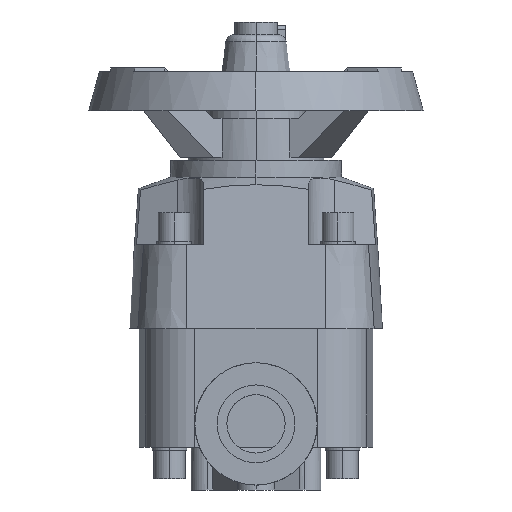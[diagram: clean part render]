
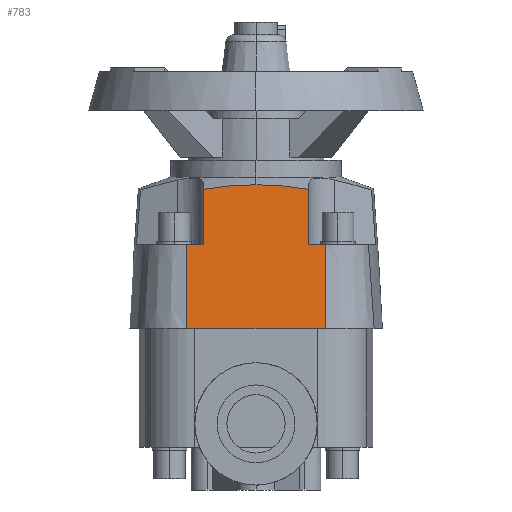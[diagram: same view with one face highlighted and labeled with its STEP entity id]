
A CAD part, left-side view. The second image highlights one B-rep face of the part: STEP entity #783.
In plain terms, the highlighted planar face has unit normal (-0.998, 0, 0.07).
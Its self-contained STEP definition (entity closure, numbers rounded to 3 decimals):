
#783=ADVANCED_FACE('',(#1611),#1612,.T.);
#1611=FACE_OUTER_BOUND('',#2455,.T.);
#1612=PLANE('',#2456);
#2455=EDGE_LOOP('',(#4738,#4739,#4740,#4741,#4742,#4743,#4744,#4745,#4746));
#2456=AXIS2_PLACEMENT_3D('',#4747,#4748,#4749);
#4738=ORIENTED_EDGE('',*,*,#5833,.T.);
#4739=ORIENTED_EDGE('',*,*,#4996,.T.);
#4740=ORIENTED_EDGE('',*,*,#5831,.T.);
#4741=ORIENTED_EDGE('',*,*,#5859,.T.);
#4742=ORIENTED_EDGE('',*,*,#5847,.T.);
#4743=ORIENTED_EDGE('',*,*,#5862,.F.);
#4744=ORIENTED_EDGE('',*,*,#5705,.T.);
#4745=ORIENTED_EDGE('',*,*,#5882,.T.);
#4746=ORIENTED_EDGE('',*,*,#5843,.T.);
#4747=CARTESIAN_POINT('',(-30.0,-17.737,24.45));
#4748=DIRECTION('',(-0.998,0.0,0.07));
#4749=DIRECTION('',(0.0,-1.0,0.0));
#4996=EDGE_CURVE('',#5970,#5968,#5971,.T.);
#5705=EDGE_CURVE('',#7055,#7053,#7056,.T.);
#5831=EDGE_CURVE('',#5968,#7204,#7206,.T.);
#5833=EDGE_CURVE('',#7208,#5970,#7209,.T.);
#5843=EDGE_CURVE('',#7222,#7208,#7223,.T.);
#5847=EDGE_CURVE('',#7228,#7229,#7230,.T.);
#5859=EDGE_CURVE('',#7204,#7228,#7246,.T.);
#5862=EDGE_CURVE('',#7055,#7229,#7249,.T.);
#5882=EDGE_CURVE('',#7053,#7222,#7273,.T.);
#5968=VERTEX_POINT('',#7405);
#5970=VERTEX_POINT('',#7408);
#5971=(B_SPLINE_CURVE(2,(#7410,#7411,#7412),.UNSPECIFIED.,.F.,.F.)B_SPLINE_CURVE_WITH_KNOTS((3,3),(0.0,131.541),.UNSPECIFIED.)RATIONAL_B_SPLINE_CURVE((1.0,2.593,1.0))BOUNDED_CURVE()REPRESENTATION_ITEM('')GEOMETRIC_REPRESENTATION_ITEM()CURVE());
#7053=VERTEX_POINT('',#9011);
#7055=VERTEX_POINT('',#9013);
#7056=LINE('',#9014,#9015);
#7204=VERTEX_POINT('',#9270);
#7206=(B_SPLINE_CURVE(2,(#9282,#9283,#9284),.UNSPECIFIED.,.F.,.F.)B_SPLINE_CURVE_WITH_KNOTS((3,3),(0.0,131.541),.UNSPECIFIED.)RATIONAL_B_SPLINE_CURVE((1.0,2.593,1.0))BOUNDED_CURVE()REPRESENTATION_ITEM('')GEOMETRIC_REPRESENTATION_ITEM()CURVE());
#7208=VERTEX_POINT('',#9292);
#7209=LINE('',#9293,#9294);
#7222=VERTEX_POINT('',#9320);
#7223=LINE('',#9321,#9322);
#7228=VERTEX_POINT('',#9327);
#7229=VERTEX_POINT('',#9328);
#7230=LINE('',#9329,#9330);
#7246=LINE('',#9359,#9360);
#7249=LINE('',#9364,#9365);
#7273=LINE('',#9405,#9406);
#7405=CARTESIAN_POINT('',(-27.412,0.,61.46));
#7408=CARTESIAN_POINT('',(-27.493,-13.5,60.3));
#7410=CARTESIAN_POINT('',(-28.486,-63.942,46.096));
#7411=CARTESIAN_POINT('',(-26.998,0.0,67.386));
#7412=CARTESIAN_POINT('',(-28.486,63.942,46.096));
#9011=CARTESIAN_POINT('',(-30.0,-17.737,24.45));
#9013=CARTESIAN_POINT('',(-30.,17.737,24.45));
#9014=CARTESIAN_POINT('',(-30.0,17.737,24.45));
#9015=VECTOR('',#10553,1.0);
#9270=CARTESIAN_POINT('',(-27.493,13.5,60.3));
#9282=CARTESIAN_POINT('',(-28.486,-63.942,46.096));
#9283=CARTESIAN_POINT('',(-26.998,0.0,67.386));
#9284=CARTESIAN_POINT('',(-28.486,63.942,46.096));
#9292=CARTESIAN_POINT('',(-28.486,-13.5,46.096));
#9293=CARTESIAN_POINT('',(-27.732,-13.5,56.89));
#9294=VECTOR('',#10733,1.0);
#9320=CARTESIAN_POINT('',(-28.486,-17.737,46.096));
#9321=CARTESIAN_POINT('',(-28.486,-21.048,46.096));
#9322=VECTOR('',#10741,1.0);
#9327=CARTESIAN_POINT('',(-28.486,13.5,46.096));
#9328=CARTESIAN_POINT('',(-28.486,17.737,46.096));
#9329=CARTESIAN_POINT('',(-28.486,3.31,46.096));
#9330=VECTOR('',#10748,1.0);
#9359=CARTESIAN_POINT('',(-29.238,13.5,35.349));
#9360=VECTOR('',#10762,1.0);
#9364=CARTESIAN_POINT('',(-30.,17.737,24.45));
#9365=VECTOR('',#10764,1.0);
#9405=CARTESIAN_POINT('',(-30.0,-17.737,24.45));
#9406=VECTOR('',#10781,1.0);
#10553=DIRECTION('',(0.0,-1.0,0.0));
#10733=DIRECTION('',(0.07,-0.0,0.998));
#10741=DIRECTION('',(0.0,1.0,0.0));
#10748=DIRECTION('',(0.0,1.0,-0.0));
#10762=DIRECTION('',(-0.07,-0.0,-0.998));
#10764=DIRECTION('',(0.07,0.,0.998));
#10781=DIRECTION('',(0.07,0.0,0.998));
